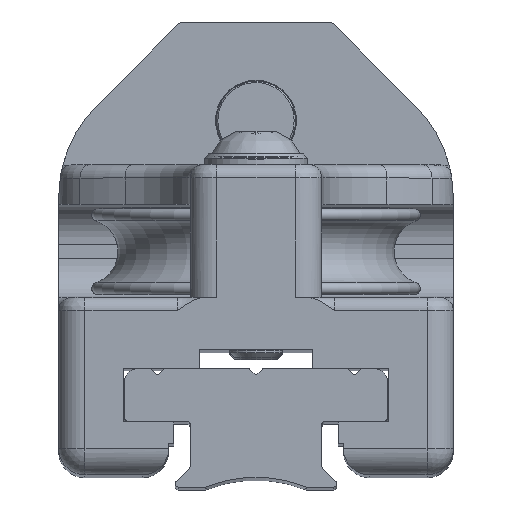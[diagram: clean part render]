
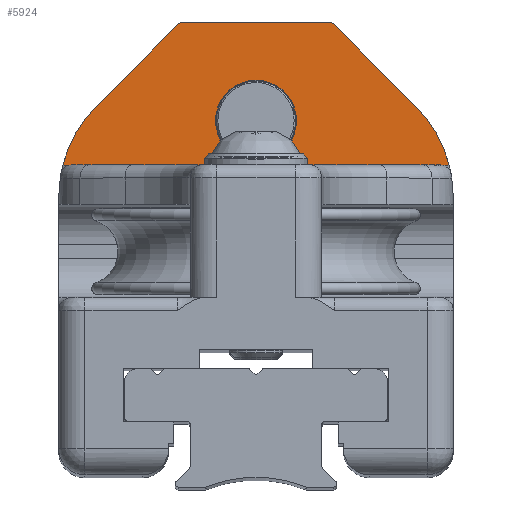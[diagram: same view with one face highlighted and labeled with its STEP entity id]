
A CAD part, top view. The second image highlights one B-rep face of the part: STEP entity #5924.
In plain terms, the highlighted planar face has unit normal (0, 0, 1).
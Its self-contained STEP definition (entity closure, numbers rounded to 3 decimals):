
#520=LINE('',#10590,#918);
#523=LINE('',#10596,#921);
#527=LINE('',#10608,#925);
#531=LINE('',#10620,#929);
#918=VECTOR('',#8139,10.);
#921=VECTOR('',#8144,10.);
#925=VECTOR('',#8156,10.);
#929=VECTOR('',#8168,10.);
#1179=FACE_BOUND('',#1808,.T.);
#1445=FACE_OUTER_BOUND('',#1807,.T.);
#1807=EDGE_LOOP('',(#5073,#5074,#5075,#5076,#5077,#5078,#5079,#5080));
#1808=EDGE_LOOP('',(#5081));
#1922=CIRCLE('',#6062,20.);
#2112=CIRCLE('',#6408,6.15);
#2189=CIRCLE('',#6579,1.);
#2191=CIRCLE('',#6583,1.);
#2192=CIRCLE('',#6586,20.);
#2304=VERTEX_POINT('',#8728);
#2305=VERTEX_POINT('',#8730);
#2620=VERTEX_POINT('',#9988);
#2723=VERTEX_POINT('',#10589);
#2725=VERTEX_POINT('',#10595);
#2727=VERTEX_POINT('',#10601);
#2729=VERTEX_POINT('',#10607);
#2731=VERTEX_POINT('',#10613);
#2733=VERTEX_POINT('',#10619);
#2885=EDGE_CURVE('',#2305,#2304,#1922,.T.);
#3358=EDGE_CURVE('',#2620,#2620,#2112,.T.);
#3541=EDGE_CURVE('',#2304,#2723,#520,.T.);
#3544=EDGE_CURVE('',#2725,#2305,#523,.T.);
#3547=EDGE_CURVE('',#2727,#2725,#2189,.T.);
#3550=EDGE_CURVE('',#2729,#2727,#527,.T.);
#3553=EDGE_CURVE('',#2731,#2729,#2191,.T.);
#3556=EDGE_CURVE('',#2733,#2731,#531,.T.);
#3558=EDGE_CURVE('',#2733,#2723,#2192,.T.);
#5073=ORIENTED_EDGE('',*,*,#3541,.T.);
#5074=ORIENTED_EDGE('',*,*,#3558,.F.);
#5075=ORIENTED_EDGE('',*,*,#3556,.T.);
#5076=ORIENTED_EDGE('',*,*,#3553,.T.);
#5077=ORIENTED_EDGE('',*,*,#3550,.T.);
#5078=ORIENTED_EDGE('',*,*,#3547,.T.);
#5079=ORIENTED_EDGE('',*,*,#3544,.T.);
#5080=ORIENTED_EDGE('',*,*,#2885,.T.);
#5081=ORIENTED_EDGE('',*,*,#3358,.F.);
#5629=PLANE('',#6593);
#5924=ADVANCED_FACE('',(#1445,#1179),#5629,.F.);
#6062=AXIS2_PLACEMENT_3D('',#8731,#6845,#6846);
#6408=AXIS2_PLACEMENT_3D('',#9990,#7747,#7748);
#6579=AXIS2_PLACEMENT_3D('',#10602,#8150,#8151);
#6583=AXIS2_PLACEMENT_3D('',#10614,#8162,#8163);
#6586=AXIS2_PLACEMENT_3D('',#10623,#8172,#8173);
#6593=AXIS2_PLACEMENT_3D('',#10632,#8188,#8189);
#6845=DIRECTION('center_axis',(0.,0.,
1.));
#6846=DIRECTION('ref_axis',(-1.,0.,0.));
#7747=DIRECTION('center_axis',(0.,0.,
1.));
#7748=DIRECTION('ref_axis',(-1.,0.,0.));
#8139=DIRECTION('',(1.,0.,0.));
#8144=DIRECTION('',(-0.707,-0.707,0.));
#8150=DIRECTION('center_axis',(0.,0.,
1.));
#8151=DIRECTION('ref_axis',(-0.707,0.707,0.));
#8156=DIRECTION('',(-1.,0.,0.));
#8162=DIRECTION('center_axis',(0.,0.,
1.));
#8163=DIRECTION('ref_axis',(0.,1.,0.));
#8168=DIRECTION('',(-0.707,0.707,0.));
#8172=DIRECTION('center_axis',(0.,0.,
-1.));
#8173=DIRECTION('ref_axis',(0.707,0.707,0.));
#8188=DIRECTION('center_axis',(0.,0.,
-1.));
#8189=DIRECTION('ref_axis',(1.,0.,0.));
#8728=CARTESIAN_POINT('',(-29.369,35.05,45.));
#8730=CARTESIAN_POINT('',(-24.142,44.208,45.));
#8731=CARTESIAN_POINT('Origin',(-10.,30.066,45.));
#9988=CARTESIAN_POINT('',(6.15,41.85,45.));
#9990=CARTESIAN_POINT('Origin',(0.,41.85,
45.));
#10589=CARTESIAN_POINT('',(29.369,35.05,45.));
#10590=CARTESIAN_POINT('',(-40.,35.05,45.));
#10595=CARTESIAN_POINT('',(-11.793,56.557,45.));
#10596=CARTESIAN_POINT('',(-24.946,43.404,45.));
#10601=CARTESIAN_POINT('',(-11.086,56.85,45.));
#10602=CARTESIAN_POINT('Origin',(-11.086,55.85,45.));
#10607=CARTESIAN_POINT('',(11.086,56.85,45.));
#10608=CARTESIAN_POINT('',(-25.543,56.85,45.));
#10613=CARTESIAN_POINT('',(11.793,56.557,45.));
#10614=CARTESIAN_POINT('Origin',(11.086,55.85,45.));
#10619=CARTESIAN_POINT('',(24.142,44.208,45.));
#10620=CARTESIAN_POINT('',(-1.228,69.579,45.));
#10623=CARTESIAN_POINT('Origin',(10.,30.066,45.));
#10632=CARTESIAN_POINT('Origin',(-40.,56.85,45.));
